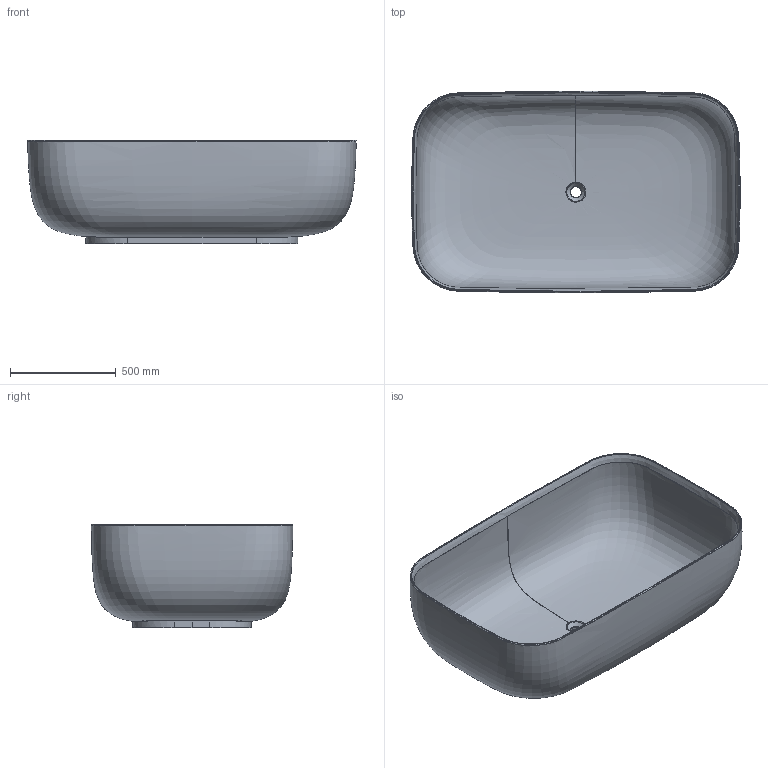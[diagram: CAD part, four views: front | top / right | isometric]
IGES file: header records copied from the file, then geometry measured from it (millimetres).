
Start section: C
Global section: file name: Duo Grande.igs; native system: By Siemens PLM Incorporated; preprocessor: XPlus GENERIC/IGES 18.0.17; author: Author; organization: Title; date: 20200102.232205; units: millimetre
Bounding box: 1549.05 x 949.88 x 489.6 mm (x, y, z)
Surface area: 5922044.5 mm2 (no closed solid volume)
Topology: 0 solids, 0 shells, 121 faces, 631 edges, 630 vertices
Faces by surface type: bspline 121
